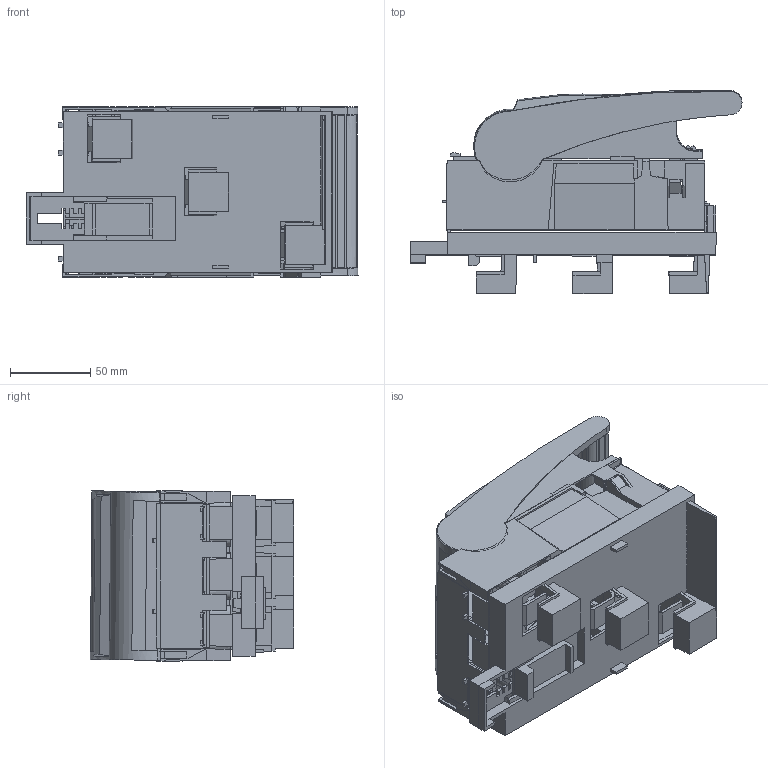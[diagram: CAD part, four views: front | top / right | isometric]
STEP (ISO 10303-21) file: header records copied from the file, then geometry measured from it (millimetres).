
FILE_DESCRIPTION((''),'2;1');
FILE_NAME('ASM0002_ASM','2023-05-28T00:07:35',('20724'),(''),'CREO PARAMETRIC BY PTC INC, 2016390','CREO PARAMETRIC BY PTC INC, 2016390','');
FILE_SCHEMA(('AUTOMOTIVE_DESIGN { 1 0 10303 214 1 1 1 1 }'));
Length unit declared in the file: millimetre
Products named in the file (3): 1SEP304249_B_1; PRT0001_1_1_2; ASM0002_ASM
Assembly tree (2 placements, depth 2):
  ASM0002_ASM
    1SEP304249_B_1
    PRT0001_1_1_2
Bounding box: 206.6 x 126.53 x 106.41 mm (x, y, z)
Volume: 357.9 mm3; surface area: 166189.6 mm2
Topology: 1 solids, 45 shells, 1109 faces, 4559 edges, 3497 vertices
Faces by surface type: plane 927, cylinder 159, cone 9, bspline 9, extrusion 3, torus 2
Entity records: 60970 total; most frequent: CARTESIAN_POINT 12008, ORIENTED_EDGE 7475, DIRECTION 6645, EDGE_CURVE 4559, VECTOR 3761, LINE 3758, VERTEX_POINT 3497, PRESENTATION_STYLE_ASSIGNMENT 3289
